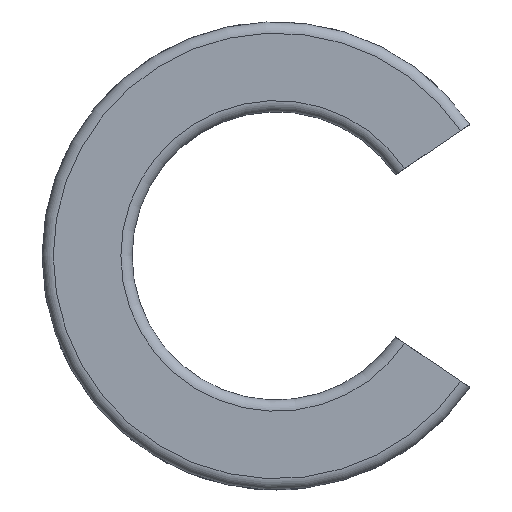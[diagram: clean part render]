
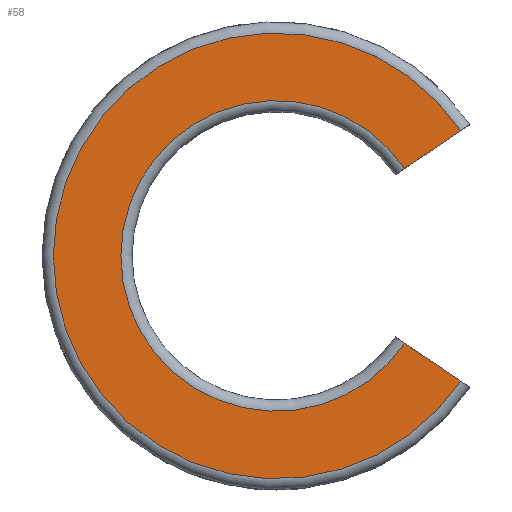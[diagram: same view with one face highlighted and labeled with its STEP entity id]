
A CAD part, left-side view. The second image highlights one B-rep face of the part: STEP entity #58.
In plain terms, the highlighted planar face has unit normal (-1, 0, 0).
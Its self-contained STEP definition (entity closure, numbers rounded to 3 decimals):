
#58 = ADVANCED_FACE( '', ( #123 ), #124, .T. );
#123 = FACE_OUTER_BOUND( '', #226, .T. );
#124 = PLANE( '', #227 );
#226 = EDGE_LOOP( '', ( #318, #319, #320, #321 ) );
#227 = AXIS2_PLACEMENT_3D( '', #322, #323, #324 );
#318 = ORIENTED_EDGE( '', *, *, #474, .F. );
#319 = ORIENTED_EDGE( '', *, *, #475, .T. );
#320 = ORIENTED_EDGE( '', *, *, #476, .T. );
#321 = ORIENTED_EDGE( '', *, *, #477, .T. );
#322 = CARTESIAN_POINT( '', ( 0., 12.375, 0. ) );
#323 = DIRECTION( '', ( -1., 0., 0. ) );
#324 = DIRECTION( '', ( 0., 0., 1. ) );
#474 = EDGE_CURVE( '', #564, #565, #566, .T. );
#475 = EDGE_CURVE( '', #564, #567, #568, .T. );
#476 = EDGE_CURVE( '', #567, #569, #570, .T. );
#477 = EDGE_CURVE( '', #569, #565, #571, .T. );
#564 = VERTEX_POINT( '', #747 );
#565 = VERTEX_POINT( '', #748 );
#566 = CIRCLE( '', #749, 12.375 );
#567 = VERTEX_POINT( '', #750 );
#568 = LINE( '', #751, #752 );
#569 = VERTEX_POINT( '', #753 );
#570 = CIRCLE( '', #754, 8.625 );
#571 = LINE( '', #755, #756 );
#747 = CARTESIAN_POINT( '', ( 0., -10.241, -6.946 ) );
#748 = CARTESIAN_POINT( '', ( 0., -10.241, 6.946 ) );
#749 = AXIS2_PLACEMENT_3D( '', #888, #889, #890 );
#750 = CARTESIAN_POINT( '', ( 0., -7.133, -4.849 ) );
#751 = CARTESIAN_POINT( '', ( 0., -11.174, -7.576 ) );
#752 = VECTOR( '', #891, 1000. );
#753 = CARTESIAN_POINT( '', ( 0., -7.133, 4.849 ) );
#754 = AXIS2_PLACEMENT_3D( '', #892, #893, #894 );
#755 = CARTESIAN_POINT( '', ( 0., 0.057, 0. ) );
#756 = VECTOR( '', #895, 1000. );
#888 = CARTESIAN_POINT( '', ( 0., 0., 0. ) );
#889 = DIRECTION( '', ( 1., 0., 0. ) );
#890 = DIRECTION( '', ( 0., 0., -1. ) );
#891 = DIRECTION( '', ( 0., 0.829, 0.559 ) );
#892 = CARTESIAN_POINT( '', ( 0., 0., 0. ) );
#893 = DIRECTION( '', ( 1., 0., 0. ) );
#894 = DIRECTION( '', ( 0., 0., -1. ) );
#895 = DIRECTION( '', ( 0., -0.829, 0.559 ) );
